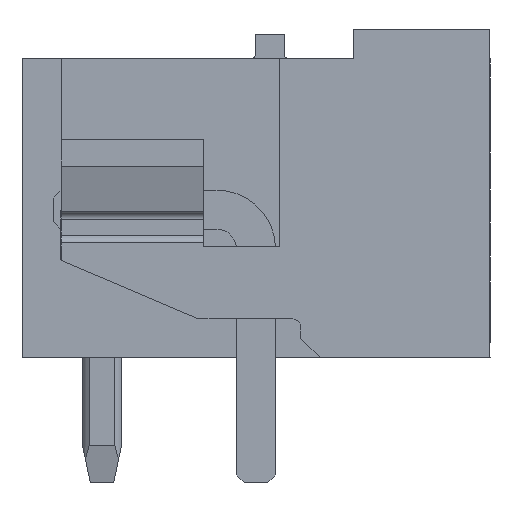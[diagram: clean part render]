
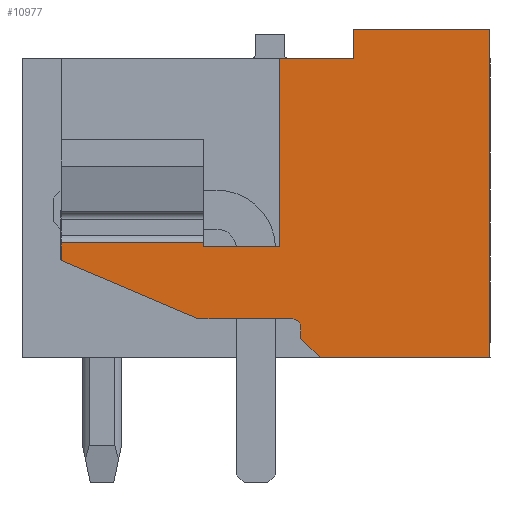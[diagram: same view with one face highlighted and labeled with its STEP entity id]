
A CAD part, left-side view. The second image highlights one B-rep face of the part: STEP entity #10977.
In plain terms, the highlighted planar face has unit normal (-1, 0, 0).
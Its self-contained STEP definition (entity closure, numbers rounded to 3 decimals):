
#10721=AXIS2_PLACEMENT_3D('Circle Axis2P3D',#10719,#10720,$) ;
#10948=AXIS2_PLACEMENT_3D('Plane Axis2P3D',#10945,#10946,#10947) ;
#269=CARTESIAN_POINT('Vertex',(0.,3.5,11.63)) ;
#272=CARTESIAN_POINT('Line Origine',(0.,1.75,11.63)) ;
#276=CARTESIAN_POINT('Vertex',(0.,0.,11.63)) ;
#855=CARTESIAN_POINT('Vertex',(0.,5.4,10.88)) ;
#858=CARTESIAN_POINT('Line Origine',(0.,4.45,10.88)) ;
#862=CARTESIAN_POINT('Vertex',(0.,3.5,10.88)) ;
#1289=CARTESIAN_POINT('Vertex',(0.,0.,3.2)) ;
#1292=CARTESIAN_POINT('Line Origine',(0.,2.177,3.2)) ;
#1296=CARTESIAN_POINT('Vertex',(0.,4.354,3.2)) ;
#5509=CARTESIAN_POINT('Line Origine',(0.,0.,7.415)) ;
#10269=CARTESIAN_POINT('Vertex',(0.,7.35,6.15)) ;
#10272=CARTESIAN_POINT('Line Origine',(0.,7.35,6.1)) ;
#10276=CARTESIAN_POINT('Vertex',(0.,7.35,6.05)) ;
#10383=CARTESIAN_POINT('Line Origine',(0.,9.175,6.15)) ;
#10387=CARTESIAN_POINT('Vertex',(0.,11.,6.15)) ;
#10609=CARTESIAN_POINT('Vertex',(0.,7.464,4.2)) ;
#10614=CARTESIAN_POINT('Line Origine',(0.,9.232,4.95)) ;
#10618=CARTESIAN_POINT('Vertex',(0.,11.,5.7)) ;
#10649=CARTESIAN_POINT('Vertex',(0.,5.054,4.2)) ;
#10654=CARTESIAN_POINT('Line Origine',(0.,6.259,4.2)) ;
#10714=CARTESIAN_POINT('Vertex',(0.,4.854,4.)) ;
#10719=CARTESIAN_POINT('Axis2P3D Location',(0.,5.054,4.)) ;
#10745=CARTESIAN_POINT('Vertex',(0.,4.854,3.7)) ;
#10750=CARTESIAN_POINT('Line Origine',(0.,4.854,3.85)) ;
#10772=CARTESIAN_POINT('Line Origine',(0.,4.604,3.45)) ;
#10798=CARTESIAN_POINT('Vertex',(0.,5.4,6.05)) ;
#10803=CARTESIAN_POINT('Line Origine',(0.,5.4,8.465)) ;
#10853=CARTESIAN_POINT('Line Origine',(0.,6.375,6.05)) ;
#10945=CARTESIAN_POINT('Axis2P3D Location',(0.,0.,0.)) ;
#10950=CARTESIAN_POINT('Line Origine',(0.,11.,5.925)) ;
#10955=CARTESIAN_POINT('Line Origine',(0.,3.5,11.255)) ;
#273=DIRECTION('Vector Direction',(0.,-1.,0.)) ;
#859=DIRECTION('Vector Direction',(0.,1.,0.)) ;
#1293=DIRECTION('Vector Direction',(0.,1.,0.)) ;
#5510=DIRECTION('Vector Direction',(0.,0.,-1.)) ;
#10273=DIRECTION('Vector Direction',(0.,0.,1.)) ;
#10384=DIRECTION('Vector Direction',(0.,1.,0.)) ;
#10615=DIRECTION('Vector Direction',(0.,-0.921,-0.391)) ;
#10655=DIRECTION('Vector Direction',(0.,-1.,0.)) ;
#10720=DIRECTION('Axis2P3D Direction',(-1.,0.,0.)) ;
#10751=DIRECTION('Vector Direction',(0.,0.,-1.)) ;
#10773=DIRECTION('Vector Direction',(0.,-0.707,-0.707)) ;
#10804=DIRECTION('Vector Direction',(0.,0.,1.)) ;
#10854=DIRECTION('Vector Direction',(0.,1.,0.)) ;
#10946=DIRECTION('Axis2P3D Direction',(-1.,0.,0.)) ;
#10947=DIRECTION('Axis2P3D XDirection',(0.,-1.,0.)) ;
#10951=DIRECTION('Vector Direction',(0.,0.,-1.)) ;
#10956=DIRECTION('Vector Direction',(0.,0.,1.)) ;
#274=VECTOR('Line Direction',#273,1.) ;
#860=VECTOR('Line Direction',#859,1.) ;
#1294=VECTOR('Line Direction',#1293,1.) ;
#5511=VECTOR('Line Direction',#5510,1.) ;
#10274=VECTOR('Line Direction',#10273,1.) ;
#10385=VECTOR('Line Direction',#10384,1.) ;
#10616=VECTOR('Line Direction',#10615,1.) ;
#10656=VECTOR('Line Direction',#10655,1.) ;
#10752=VECTOR('Line Direction',#10751,1.) ;
#10774=VECTOR('Line Direction',#10773,1.) ;
#10805=VECTOR('Line Direction',#10804,1.) ;
#10855=VECTOR('Line Direction',#10854,1.) ;
#10952=VECTOR('Line Direction',#10951,1.) ;
#10957=VECTOR('Line Direction',#10956,1.) ;
#10961=ORIENTED_EDGE('',*,*,#10278,.T.) ;
#10962=ORIENTED_EDGE('',*,*,#10389,.T.) ;
#10963=ORIENTED_EDGE('',*,*,#10954,.F.) ;
#10964=ORIENTED_EDGE('',*,*,#10620,.F.) ;
#10965=ORIENTED_EDGE('',*,*,#10658,.F.) ;
#10966=ORIENTED_EDGE('',*,*,#10723,.F.) ;
#10967=ORIENTED_EDGE('',*,*,#10754,.F.) ;
#10968=ORIENTED_EDGE('',*,*,#10776,.F.) ;
#10969=ORIENTED_EDGE('',*,*,#1298,.T.) ;
#10970=ORIENTED_EDGE('',*,*,#5513,.T.) ;
#10971=ORIENTED_EDGE('',*,*,#278,.T.) ;
#10972=ORIENTED_EDGE('',*,*,#10959,.T.) ;
#10973=ORIENTED_EDGE('',*,*,#864,.T.) ;
#10974=ORIENTED_EDGE('',*,*,#10807,.F.) ;
#10975=ORIENTED_EDGE('',*,*,#10857,.F.) ;
#10977=ADVANCED_FACE('Housing',(#10976),#10949,.T.) ;
#10722=CIRCLE('generated circle',#10721,0.2) ;
#278=EDGE_CURVE('',#277,#270,#275,.F.) ;
#864=EDGE_CURVE('',#863,#856,#861,.T.) ;
#1298=EDGE_CURVE('',#1297,#1290,#1295,.F.) ;
#5513=EDGE_CURVE('',#1290,#277,#5512,.F.) ;
#10278=EDGE_CURVE('',#10277,#10270,#10275,.T.) ;
#10389=EDGE_CURVE('',#10270,#10388,#10386,.T.) ;
#10620=EDGE_CURVE('',#10610,#10619,#10617,.F.) ;
#10658=EDGE_CURVE('',#10650,#10610,#10657,.F.) ;
#10723=EDGE_CURVE('',#10715,#10650,#10722,.T.) ;
#10754=EDGE_CURVE('',#10746,#10715,#10753,.F.) ;
#10776=EDGE_CURVE('',#1297,#10746,#10775,.F.) ;
#10807=EDGE_CURVE('',#10799,#856,#10806,.T.) ;
#10857=EDGE_CURVE('',#10277,#10799,#10856,.F.) ;
#10954=EDGE_CURVE('',#10619,#10388,#10953,.F.) ;
#10959=EDGE_CURVE('',#270,#863,#10958,.F.) ;
#10960=EDGE_LOOP('',(#10961,#10962,#10963,#10964,#10965,#10966,#10967,#10968,#10969,#10970,#10971,#10972,#10973,#10974,#10975)) ;
#10976=FACE_OUTER_BOUND('',#10960,.T.) ;
#275=LINE('Line',#272,#274) ;
#861=LINE('Line',#858,#860) ;
#1295=LINE('Line',#1292,#1294) ;
#5512=LINE('Line',#5509,#5511) ;
#10275=LINE('Line',#10272,#10274) ;
#10386=LINE('Line',#10383,#10385) ;
#10617=LINE('Line',#10614,#10616) ;
#10657=LINE('Line',#10654,#10656) ;
#10753=LINE('Line',#10750,#10752) ;
#10775=LINE('Line',#10772,#10774) ;
#10806=LINE('Line',#10803,#10805) ;
#10856=LINE('Line',#10853,#10855) ;
#10953=LINE('Line',#10950,#10952) ;
#10958=LINE('Line',#10955,#10957) ;
#10949=PLANE('',#10948) ;
#270=VERTEX_POINT('',#269) ;
#277=VERTEX_POINT('',#276) ;
#856=VERTEX_POINT('',#855) ;
#863=VERTEX_POINT('',#862) ;
#1290=VERTEX_POINT('',#1289) ;
#1297=VERTEX_POINT('',#1296) ;
#10270=VERTEX_POINT('',#10269) ;
#10277=VERTEX_POINT('',#10276) ;
#10388=VERTEX_POINT('',#10387) ;
#10610=VERTEX_POINT('',#10609) ;
#10619=VERTEX_POINT('',#10618) ;
#10650=VERTEX_POINT('',#10649) ;
#10715=VERTEX_POINT('',#10714) ;
#10746=VERTEX_POINT('',#10745) ;
#10799=VERTEX_POINT('',#10798) ;
